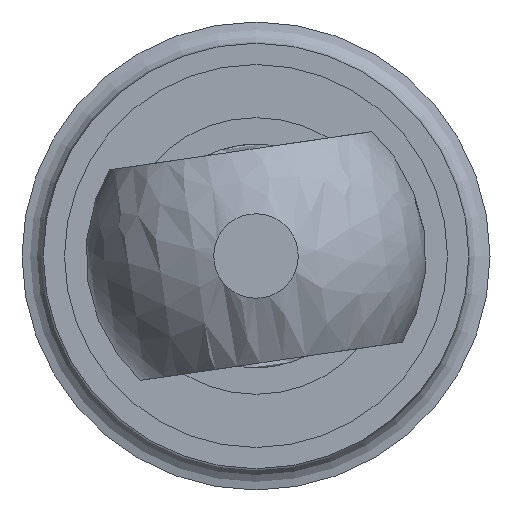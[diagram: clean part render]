
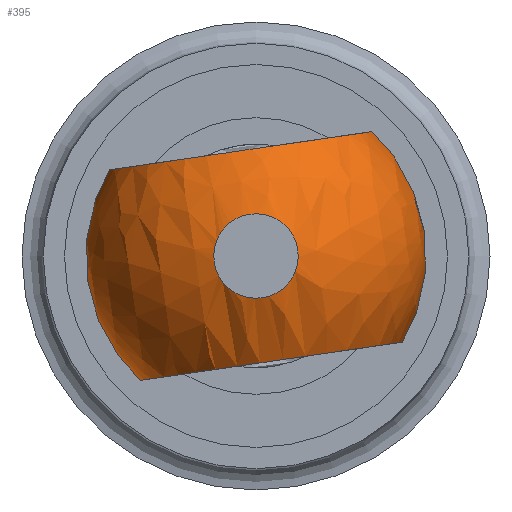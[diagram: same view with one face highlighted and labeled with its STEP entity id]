
A CAD part, left-side view. The second image highlights one B-rep face of the part: STEP entity #395.
In plain terms, the highlighted spherical face has radius 8 mm.
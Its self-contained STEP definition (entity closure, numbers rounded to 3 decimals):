
#55=SPHERICAL_SURFACE('',#446,8.);
#75=FACE_BOUND('',#160,.T.);
#76=FACE_BOUND('',#161,.T.);
#160=EDGE_LOOP('',(#329));
#161=EDGE_LOOP('',(#330,#331,#332,#333));
#212=CIRCLE('',#433,1.984);
#215=CIRCLE('',#439,5.25);
#216=CIRCLE('',#440,5.25);
#220=CIRCLE('',#447,6.245);
#221=CIRCLE('',#448,6.245);
#246=VERTEX_POINT('',#672);
#247=VERTEX_POINT('',#675);
#248=VERTEX_POINT('',#676);
#249=VERTEX_POINT('',#685);
#250=VERTEX_POINT('',#686);
#278=EDGE_CURVE('',#246,#246,#212,.T.);
#283=EDGE_CURVE('',#249,#248,#215,.T.);
#284=EDGE_CURVE('',#247,#250,#216,.T.);
#288=EDGE_CURVE('',#248,#247,#220,.T.);
#289=EDGE_CURVE('',#250,#249,#221,.T.);
#329=ORIENTED_EDGE('',*,*,#278,.T.);
#330=ORIENTED_EDGE('',*,*,#283,.T.);
#331=ORIENTED_EDGE('',*,*,#288,.T.);
#332=ORIENTED_EDGE('',*,*,#284,.T.);
#333=ORIENTED_EDGE('',*,*,#289,.T.);
#395=ADVANCED_FACE('',(#75,#76),#55,.T.);
#433=AXIS2_PLACEMENT_3D('',#673,#518,#519);
#439=AXIS2_PLACEMENT_3D('',#695,#530,#531);
#440=AXIS2_PLACEMENT_3D('',#696,#532,#533);
#446=AXIS2_PLACEMENT_3D('',#705,#544,#545);
#447=AXIS2_PLACEMENT_3D('',#706,#546,#547);
#448=AXIS2_PLACEMENT_3D('',#707,#548,#549);
#518=DIRECTION('center_axis',(0.,-1.,0.));
#519=DIRECTION('ref_axis',(0.,0.,1.));
#530=DIRECTION('center_axis',(0.,1.,0.));
#531=DIRECTION('ref_axis',(1.,0.,0.));
#532=DIRECTION('center_axis',(0.,1.,0.));
#533=DIRECTION('ref_axis',(1.,0.,0.));
#544=DIRECTION('center_axis',(0.,0.,1.));
#545=DIRECTION('ref_axis',(1.,0.,0.));
#546=DIRECTION('center_axis',(-1.,0.,0.));
#547=DIRECTION('ref_axis',(0.,0.,-1.));
#548=DIRECTION('center_axis',(1.,0.,0.));
#549=DIRECTION('ref_axis',(0.,0.,1.));
#672=CARTESIAN_POINT('',(0.,7.75,-1.984));
#673=CARTESIAN_POINT('Origin',(0.,7.75,0.));
#675=CARTESIAN_POINT('',(5.,-6.036,-1.601));
#676=CARTESIAN_POINT('',(5.,-6.036,1.601));
#685=CARTESIAN_POINT('',(-5.,-6.036,1.601));
#686=CARTESIAN_POINT('',(-5.,-6.036,-1.601));
#695=CARTESIAN_POINT('Origin',(0.,-6.036,0.));
#696=CARTESIAN_POINT('Origin',(0.,-6.036,0.));
#705=CARTESIAN_POINT('Origin',(0.,0.,0.));
#706=CARTESIAN_POINT('Origin',(5.,0.,0.));
#707=CARTESIAN_POINT('Origin',(-5.,0.,0.));
